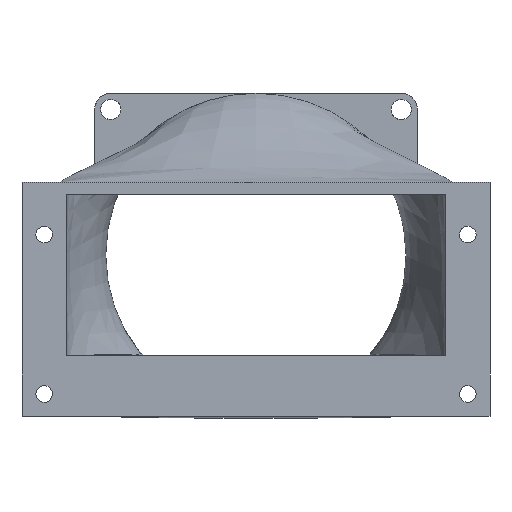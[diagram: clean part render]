
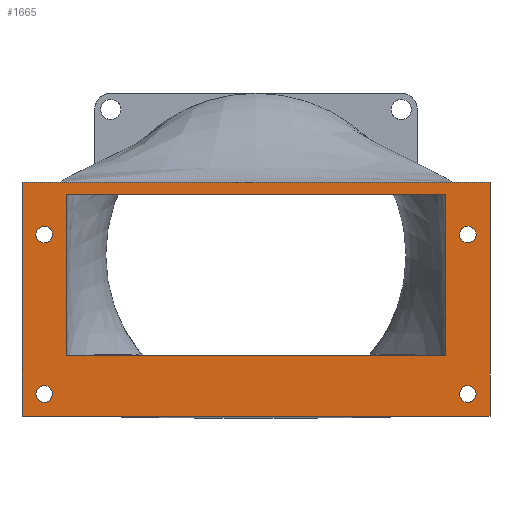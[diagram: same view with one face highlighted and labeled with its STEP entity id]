
A CAD part, left-side view. The second image highlights one B-rep face of the part: STEP entity #1665.
In plain terms, the highlighted free-form (B-spline) face has degree [1, 1] with [2, 2] control points.
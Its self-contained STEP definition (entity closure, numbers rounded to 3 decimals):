
#1478 = CARTESIAN_POINT ('', (80., 82.5, 5.55));
#1479 = VERTEX_POINT ('', #1478);
#1486 = CARTESIAN_POINT ('', (80., 82.5, 1.45));
#1487 = VERTEX_POINT ('', #1486);
#1493 = CARTESIAN_POINT ('', (80., 82.5, 5.55));
#1494 = CARTESIAN_POINT ('', (80., 80.45, 5.55));
#1495 = CARTESIAN_POINT ('', (80., 80.45, 3.5));
#1496 = CARTESIAN_POINT ('', (80., 80.45, 1.45));
#1497 = CARTESIAN_POINT ('', (80., 82.5, 1.45));
#1498 = (
   BOUNDED_CURVE ()
   B_SPLINE_CURVE (2, (#1493, #1494, #1495, #1496, #1497), .UNSPECIFIED., .F., .U.)
   B_SPLINE_CURVE_WITH_KNOTS ((3, 2, 3), (180., 270., 360.), .UNSPECIFIED.)
   CURVE ()
   GEOMETRIC_REPRESENTATION_ITEM ()
   RATIONAL_B_SPLINE_CURVE ((1., 0.707, 1., 0.707, 1.))
   REPRESENTATION_ITEM ('')
);
#1499 = EDGE_CURVE ('', #1479, #1487, #1498, .T.);
#1523 = CARTESIAN_POINT ('', (80., 88., 56.));
#1524 = VERTEX_POINT ('', #1523);
#1525 = CARTESIAN_POINT ('', (80., -28., 56.));
#1526 = VERTEX_POINT ('', #1525);
#1527 = CARTESIAN_POINT ('', (80., 88., 56.));
#1528 = CARTESIAN_POINT ('', (80., -28., 56.));
#1529 = B_SPLINE_CURVE_WITH_KNOTS ('', 1, (#1527, #1528), .UNSPECIFIED., .F., .U., (2, 2), (0., 1.), .UNSPECIFIED.);
#1530 = EDGE_CURVE ('', #1524, #1526, #1529, .T.);
#1531 = ORIENTED_EDGE ('', *, *, #1530, .F.);
#1532 = CARTESIAN_POINT ('', (80., 88., -2.));
#1533 = VERTEX_POINT ('', #1532);
#1534 = CARTESIAN_POINT ('', (80., 88., -2.));
#1535 = CARTESIAN_POINT ('', (80., 88., 56.));
#1536 = B_SPLINE_CURVE_WITH_KNOTS ('', 1, (#1534, #1535), .UNSPECIFIED., .F., .U., (2, 2), (0., 1.), .UNSPECIFIED.);
#1537 = EDGE_CURVE ('', #1533, #1524, #1536, .T.);
#1538 = ORIENTED_EDGE ('', *, *, #1537, .F.);
#1539 = CARTESIAN_POINT ('', (80., -28., -2.));
#1540 = VERTEX_POINT ('', #1539);
#1541 = CARTESIAN_POINT ('', (80., -28., -2.));
#1542 = CARTESIAN_POINT ('', (80., 88., -2.));
#1543 = B_SPLINE_CURVE_WITH_KNOTS ('', 1, (#1541, #1542), .UNSPECIFIED., .F., .U., (2, 2), (0., 1.), .UNSPECIFIED.);
#1544 = EDGE_CURVE ('', #1540, #1533, #1543, .T.);
#1545 = ORIENTED_EDGE ('', *, *, #1544, .F.);
#1546 = CARTESIAN_POINT ('', (80., -28., 56.));
#1547 = CARTESIAN_POINT ('', (80., -28., -2.));
#1548 = B_SPLINE_CURVE_WITH_KNOTS ('', 1, (#1546, #1547), .UNSPECIFIED., .F., .U., (2, 2), (0., 1.), .UNSPECIFIED.);
#1549 = EDGE_CURVE ('', #1526, #1540, #1548, .T.);
#1550 = ORIENTED_EDGE ('', *, *, #1549, .F.);
#1551 = EDGE_LOOP ('', (#1531, #1538, #1545, #1550));
#1552 = FACE_OUTER_BOUND ('', #1551, .T.);
#1553 = CARTESIAN_POINT ('', (80., -17., 13.));
#1554 = VERTEX_POINT ('', #1553);
#1555 = CARTESIAN_POINT ('', (80., -17., 53.));
#1556 = VERTEX_POINT ('', #1555);
#1557 = CARTESIAN_POINT ('', (80., -17., 13.));
#1558 = CARTESIAN_POINT ('', (80., -17., 53.));
#1559 = B_SPLINE_CURVE_WITH_KNOTS ('', 1, (#1557, #1558), .UNSPECIFIED., .F., .U., (2, 2), (0., 1.), .UNSPECIFIED.);
#1560 = EDGE_CURVE ('', #1554, #1556, #1559, .T.);
#1561 = ORIENTED_EDGE ('', *, *, #1560, .F.);
#1562 = CARTESIAN_POINT ('', (80., 77., 13.));
#1563 = VERTEX_POINT ('', #1562);
#1564 = CARTESIAN_POINT ('', (80., 77., 13.));
#1565 = CARTESIAN_POINT ('', (80., -17., 13.));
#1566 = B_SPLINE_CURVE_WITH_KNOTS ('', 1, (#1564, #1565), .UNSPECIFIED., .F., .U., (2, 2), (0., 1.), .UNSPECIFIED.);
#1567 = EDGE_CURVE ('', #1563, #1554, #1566, .T.);
#1568 = ORIENTED_EDGE ('', *, *, #1567, .F.);
#1569 = CARTESIAN_POINT ('', (80., 77., 53.));
#1570 = VERTEX_POINT ('', #1569);
#1571 = CARTESIAN_POINT ('', (80., 77., 53.));
#1572 = CARTESIAN_POINT ('', (80., 77., 13.));
#1573 = B_SPLINE_CURVE_WITH_KNOTS ('', 1, (#1571, #1572), .UNSPECIFIED., .F., .U., (2, 2), (0., 1.), .UNSPECIFIED.);
#1574 = EDGE_CURVE ('', #1570, #1563, #1573, .T.);
#1575 = ORIENTED_EDGE ('', *, *, #1574, .F.);
#1576 = CARTESIAN_POINT ('', (80., -17., 53.));
#1577 = CARTESIAN_POINT ('', (80., 77., 53.));
#1578 = B_SPLINE_CURVE_WITH_KNOTS ('', 1, (#1576, #1577), .UNSPECIFIED., .F., .U., (2, 2), (0., 1.), .UNSPECIFIED.);
#1579 = EDGE_CURVE ('', #1556, #1570, #1578, .T.);
#1580 = ORIENTED_EDGE ('', *, *, #1579, .F.);
#1581 = EDGE_LOOP ('', (#1561, #1568, #1575, #1580));
#1582 = FACE_BOUND ('', #1581, .T.);
#1583 = CARTESIAN_POINT ('', (80., 82.5, 40.95));
#1584 = VERTEX_POINT ('', #1583);
#1585 = CARTESIAN_POINT ('', (80., 82.5, 45.05));
#1586 = VERTEX_POINT ('', #1585);
#1587 = CARTESIAN_POINT ('', (80., 82.5, 40.95));
#1588 = CARTESIAN_POINT ('', (80., 84.55, 40.95));
#1589 = CARTESIAN_POINT ('', (80., 84.55, 43.));
#1590 = CARTESIAN_POINT ('', (80., 84.55, 45.05));
#1591 = CARTESIAN_POINT ('', (80., 82.5, 45.05));
#1592 = (
   BOUNDED_CURVE ()
   B_SPLINE_CURVE (2, (#1587, #1588, #1589, #1590, #1591), .UNSPECIFIED., .F., .U.)
   B_SPLINE_CURVE_WITH_KNOTS ((3, 2, 3), (0., 90., 180.), .UNSPECIFIED.)
   CURVE ()
   GEOMETRIC_REPRESENTATION_ITEM ()
   RATIONAL_B_SPLINE_CURVE ((1., 0.707, 1., 0.707, 1.))
   REPRESENTATION_ITEM ('')
);
#1593 = EDGE_CURVE ('', #1584, #1586, #1592, .T.);
#1594 = ORIENTED_EDGE ('', *, *, #1593, .T.);
#1595 = CARTESIAN_POINT ('', (80., 82.5, 45.05));
#1596 = CARTESIAN_POINT ('', (80., 80.45, 45.05));
#1597 = CARTESIAN_POINT ('', (80., 80.45, 43.));
#1598 = CARTESIAN_POINT ('', (80., 80.45, 40.95));
#1599 = CARTESIAN_POINT ('', (80., 82.5, 40.95));
#1600 = (
   BOUNDED_CURVE ()
   B_SPLINE_CURVE (2, (#1595, #1596, #1597, #1598, #1599), .UNSPECIFIED., .F., .U.)
   B_SPLINE_CURVE_WITH_KNOTS ((3, 2, 3), (180., 270., 360.), .UNSPECIFIED.)
   CURVE ()
   GEOMETRIC_REPRESENTATION_ITEM ()
   RATIONAL_B_SPLINE_CURVE ((1., 0.707, 1., 0.707, 1.))
   REPRESENTATION_ITEM ('')
);
#1601 = EDGE_CURVE ('', #1586, #1584, #1600, .T.);
#1602 = ORIENTED_EDGE ('', *, *, #1601, .T.);
#1603 = EDGE_LOOP ('', (#1594, #1602));
#1604 = FACE_BOUND ('', #1603, .T.);
#1605 = CARTESIAN_POINT ('', (80., 82.5, 1.45));
#1606 = CARTESIAN_POINT ('', (80., 84.55, 1.45));
#1607 = CARTESIAN_POINT ('', (80., 84.55, 3.5));
#1608 = CARTESIAN_POINT ('', (80., 84.55, 5.55));
#1609 = CARTESIAN_POINT ('', (80., 82.5, 5.55));
#1610 = (
   BOUNDED_CURVE ()
   B_SPLINE_CURVE (2, (#1605, #1606, #1607, #1608, #1609), .UNSPECIFIED., .F., .U.)
   B_SPLINE_CURVE_WITH_KNOTS ((3, 2, 3), (0., 90., 180.), .UNSPECIFIED.)
   CURVE ()
   GEOMETRIC_REPRESENTATION_ITEM ()
   RATIONAL_B_SPLINE_CURVE ((1., 0.707, 1., 0.707, 1.))
   REPRESENTATION_ITEM ('')
);
#1611 = EDGE_CURVE ('', #1487, #1479, #1610, .T.);
#1612 = ORIENTED_EDGE ('', *, *, #1611, .T.);
#1613 = ORIENTED_EDGE ('', *, *, #1499, .T.);
#1614 = EDGE_LOOP ('', (#1612, #1613));
#1615 = FACE_BOUND ('', #1614, .T.);
#1616 = CARTESIAN_POINT ('', (80., -22.5, 1.45));
#1617 = VERTEX_POINT ('', #1616);
#1618 = CARTESIAN_POINT ('', (80., -22.5, 5.55));
#1619 = VERTEX_POINT ('', #1618);
#1620 = CARTESIAN_POINT ('', (80., -22.5, 1.45));
#1621 = CARTESIAN_POINT ('', (80., -20.45, 1.45));
#1622 = CARTESIAN_POINT ('', (80., -20.45, 3.5));
#1623 = CARTESIAN_POINT ('', (80., -20.45, 5.55));
#1624 = CARTESIAN_POINT ('', (80., -22.5, 5.55));
#1625 = (
   BOUNDED_CURVE ()
   B_SPLINE_CURVE (2, (#1620, #1621, #1622, #1623, #1624), .UNSPECIFIED., .F., .U.)
   B_SPLINE_CURVE_WITH_KNOTS ((3, 2, 3), (0., 90., 180.), .UNSPECIFIED.)
   CURVE ()
   GEOMETRIC_REPRESENTATION_ITEM ()
   RATIONAL_B_SPLINE_CURVE ((1., 0.707, 1., 0.707, 1.))
   REPRESENTATION_ITEM ('')
);
#1626 = EDGE_CURVE ('', #1617, #1619, #1625, .T.);
#1627 = ORIENTED_EDGE ('', *, *, #1626, .T.);
#1628 = CARTESIAN_POINT ('', (80., -22.5, 5.55));
#1629 = CARTESIAN_POINT ('', (80., -24.55, 5.55));
#1630 = CARTESIAN_POINT ('', (80., -24.55, 3.5));
#1631 = CARTESIAN_POINT ('', (80., -24.55, 1.45));
#1632 = CARTESIAN_POINT ('', (80., -22.5, 1.45));
#1633 = (
   BOUNDED_CURVE ()
   B_SPLINE_CURVE (2, (#1628, #1629, #1630, #1631, #1632), .UNSPECIFIED., .F., .U.)
   B_SPLINE_CURVE_WITH_KNOTS ((3, 2, 3), (180., 270., 360.), .UNSPECIFIED.)
   CURVE ()
   GEOMETRIC_REPRESENTATION_ITEM ()
   RATIONAL_B_SPLINE_CURVE ((1., 0.707, 1., 0.707, 1.))
   REPRESENTATION_ITEM ('')
);
#1634 = EDGE_CURVE ('', #1619, #1617, #1633, .T.);
#1635 = ORIENTED_EDGE ('', *, *, #1634, .T.);
#1636 = EDGE_LOOP ('', (#1627, #1635));
#1637 = FACE_BOUND ('', #1636, .T.);
#1638 = CARTESIAN_POINT ('', (80., -22.5, 40.95));
#1639 = VERTEX_POINT ('', #1638);
#1640 = CARTESIAN_POINT ('', (80., -22.5, 45.05));
#1641 = VERTEX_POINT ('', #1640);
#1642 = CARTESIAN_POINT ('', (80., -22.5, 40.95));
#1643 = CARTESIAN_POINT ('', (80., -20.45, 40.95));
#1644 = CARTESIAN_POINT ('', (80., -20.45, 43.));
#1645 = CARTESIAN_POINT ('', (80., -20.45, 45.05));
#1646 = CARTESIAN_POINT ('', (80., -22.5, 45.05));
#1647 = (
   BOUNDED_CURVE ()
   B_SPLINE_CURVE (2, (#1642, #1643, #1644, #1645, #1646), .UNSPECIFIED., .F., .U.)
   B_SPLINE_CURVE_WITH_KNOTS ((3, 2, 3), (0., 90., 180.), .UNSPECIFIED.)
   CURVE ()
   GEOMETRIC_REPRESENTATION_ITEM ()
   RATIONAL_B_SPLINE_CURVE ((1., 0.707, 1., 0.707, 1.))
   REPRESENTATION_ITEM ('')
);
#1648 = EDGE_CURVE ('', #1639, #1641, #1647, .T.);
#1649 = ORIENTED_EDGE ('', *, *, #1648, .T.);
#1650 = CARTESIAN_POINT ('', (80., -22.5, 45.05));
#1651 = CARTESIAN_POINT ('', (80., -24.55, 45.05));
#1652 = CARTESIAN_POINT ('', (80., -24.55, 43.));
#1653 = CARTESIAN_POINT ('', (80., -24.55, 40.95));
#1654 = CARTESIAN_POINT ('', (80., -22.5, 40.95));
#1655 = (
   BOUNDED_CURVE ()
   B_SPLINE_CURVE (2, (#1650, #1651, #1652, #1653, #1654), .UNSPECIFIED., .F., .U.)
   B_SPLINE_CURVE_WITH_KNOTS ((3, 2, 3), (180., 270., 360.), .UNSPECIFIED.)
   CURVE ()
   GEOMETRIC_REPRESENTATION_ITEM ()
   RATIONAL_B_SPLINE_CURVE ((1., 0.707, 1., 0.707, 1.))
   REPRESENTATION_ITEM ('')
);
#1656 = EDGE_CURVE ('', #1641, #1639, #1655, .T.);
#1657 = ORIENTED_EDGE ('', *, *, #1656, .T.);
#1658 = EDGE_LOOP ('', (#1649, #1657));
#1659 = FACE_BOUND ('', #1658, .T.);
#1660 = CARTESIAN_POINT ('', (80., -28.01, -2.01));
#1661 = CARTESIAN_POINT ('', (80., 88.01, -2.01));
#1662 = CARTESIAN_POINT ('', (80., -28.01, 56.01));
#1663 = CARTESIAN_POINT ('', (80., 88.01, 56.01));
#1664 = B_SPLINE_SURFACE_WITH_KNOTS ('', 1, 1, ((#1660, #1661), (#1662, #1663)), .UNSPECIFIED., .F., .F., .U., (2, 2), (2, 2), (-2.901, 2.901), (-5.801, 5.801), .UNSPECIFIED.);
#1665 = ADVANCED_FACE ('', (#1552, #1582, #1604, #1615, #1637, #1659), #1664, .T.);
